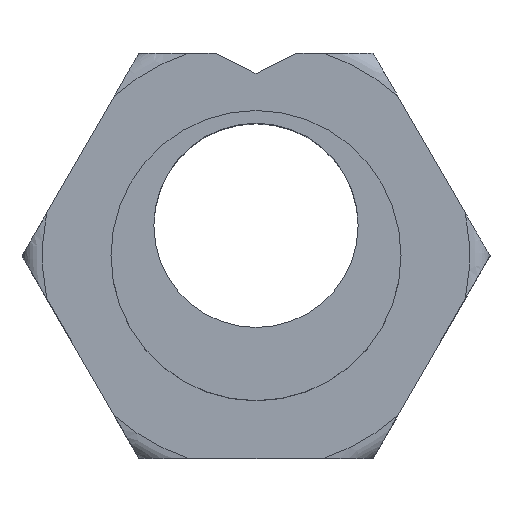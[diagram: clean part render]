
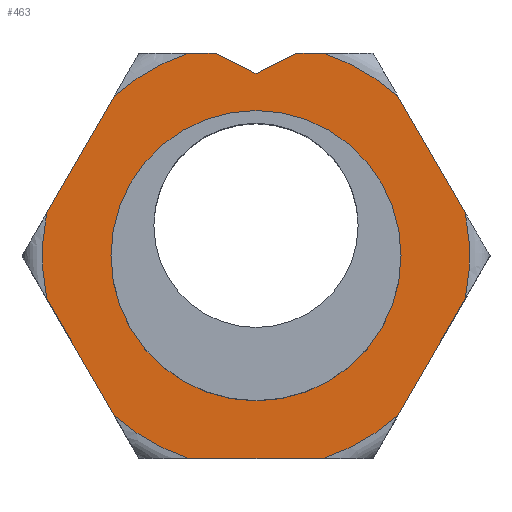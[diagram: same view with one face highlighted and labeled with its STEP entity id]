
A CAD part, top view. The second image highlights one B-rep face of the part: STEP entity #463.
In plain terms, the highlighted planar face has unit normal (0, 0, 1).
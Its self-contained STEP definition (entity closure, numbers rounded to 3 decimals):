
#17=FACE_BOUND('',#130,.T.);
#22=LINE('',#1010,#51);
#24=LINE('',#1014,#53);
#25=LINE('',#1016,#54);
#26=LINE('',#1017,#55);
#27=LINE('',#1018,#56);
#28=LINE('',#1019,#57);
#29=LINE('',#1020,#58);
#30=LINE('',#1021,#59);
#31=LINE('',#1022,#60);
#51=VECTOR('',#595,10.);
#53=VECTOR('',#599,10.);
#54=VECTOR('',#600,10.);
#55=VECTOR('',#601,10.);
#56=VECTOR('',#602,10.);
#57=VECTOR('',#603,10.);
#58=VECTOR('',#604,10.);
#59=VECTOR('',#605,10.);
#60=VECTOR('',#606,10.);
#79=PLANE('',#524);
#103=FACE_OUTER_BOUND('',#129,.T.);
#129=EDGE_LOOP('',(#342,#343,#344,#345,#346,#347,#348,#349,#350,#351,#352,
#353,#354,#355,#356));
#130=EDGE_LOOP('',(#357));
#151=CIRCLE('',#512,5.227);
#152=CIRCLE('',#514,5.227);
#153=CIRCLE('',#516,5.227);
#154=CIRCLE('',#518,5.227);
#155=CIRCLE('',#520,5.227);
#156=CIRCLE('',#522,5.227);
#157=CIRCLE('',#525,3.55);
#203=VERTEX_POINT('',#832);
#205=VERTEX_POINT('',#846);
#206=VERTEX_POINT('',#861);
#208=VERTEX_POINT('',#875);
#209=VERTEX_POINT('',#890);
#211=VERTEX_POINT('',#904);
#212=VERTEX_POINT('',#919);
#214=VERTEX_POINT('',#933);
#215=VERTEX_POINT('',#948);
#217=VERTEX_POINT('',#962);
#219=VERTEX_POINT('',#978);
#220=VERTEX_POINT('',#991);
#222=VERTEX_POINT('',#1008);
#223=VERTEX_POINT('',#1013);
#224=VERTEX_POINT('',#1015);
#225=VERTEX_POINT('',#1023);
#250=EDGE_CURVE('',#205,#203,#151,.T.);
#253=EDGE_CURVE('',#208,#206,#152,.T.);
#256=EDGE_CURVE('',#211,#209,#153,.T.);
#259=EDGE_CURVE('',#214,#212,#154,.T.);
#262=EDGE_CURVE('',#217,#215,#155,.T.);
#266=EDGE_CURVE('',#219,#220,#156,.T.);
#269=EDGE_CURVE('',#222,#220,#22,.T.);
#271=EDGE_CURVE('',#222,#223,#24,.T.);
#272=EDGE_CURVE('',#223,#224,#25,.T.);
#273=EDGE_CURVE('',#217,#224,#26,.T.);
#274=EDGE_CURVE('',#214,#215,#27,.T.);
#275=EDGE_CURVE('',#211,#212,#28,.T.);
#276=EDGE_CURVE('',#208,#209,#29,.T.);
#277=EDGE_CURVE('',#205,#206,#30,.T.);
#278=EDGE_CURVE('',#219,#203,#31,.T.);
#279=EDGE_CURVE('',#225,#225,#157,.T.);
#342=ORIENTED_EDGE('',*,*,#266,.T.);
#343=ORIENTED_EDGE('',*,*,#269,.F.);
#344=ORIENTED_EDGE('',*,*,#271,.T.);
#345=ORIENTED_EDGE('',*,*,#272,.T.);
#346=ORIENTED_EDGE('',*,*,#273,.F.);
#347=ORIENTED_EDGE('',*,*,#262,.T.);
#348=ORIENTED_EDGE('',*,*,#274,.F.);
#349=ORIENTED_EDGE('',*,*,#259,.T.);
#350=ORIENTED_EDGE('',*,*,#275,.F.);
#351=ORIENTED_EDGE('',*,*,#256,.T.);
#352=ORIENTED_EDGE('',*,*,#276,.F.);
#353=ORIENTED_EDGE('',*,*,#253,.T.);
#354=ORIENTED_EDGE('',*,*,#277,.F.);
#355=ORIENTED_EDGE('',*,*,#250,.T.);
#356=ORIENTED_EDGE('',*,*,#278,.F.);
#357=ORIENTED_EDGE('',*,*,#279,.F.);
#463=ADVANCED_FACE('',(#103,#17),#79,.T.);
#512=AXIS2_PLACEMENT_3D('',#847,#569,#570);
#514=AXIS2_PLACEMENT_3D('',#876,#573,#574);
#516=AXIS2_PLACEMENT_3D('',#905,#577,#578);
#518=AXIS2_PLACEMENT_3D('',#934,#581,#582);
#520=AXIS2_PLACEMENT_3D('',#963,#585,#586);
#522=AXIS2_PLACEMENT_3D('',#1004,#589,#590);
#524=AXIS2_PLACEMENT_3D('',#1012,#597,#598);
#525=AXIS2_PLACEMENT_3D('',#1024,#607,#608);
#569=DIRECTION('center_axis',(0.,0.,1.));
#570=DIRECTION('ref_axis',(-1.,0.,0.));
#573=DIRECTION('center_axis',(0.,0.,1.));
#574=DIRECTION('ref_axis',(-1.,0.,0.));
#577=DIRECTION('center_axis',(0.,0.,1.));
#578=DIRECTION('ref_axis',(-1.,0.,0.));
#581=DIRECTION('center_axis',(0.,0.,1.));
#582=DIRECTION('ref_axis',(-1.,0.,0.));
#585=DIRECTION('center_axis',(0.,0.,1.));
#586=DIRECTION('ref_axis',(-1.,0.,0.));
#589=DIRECTION('center_axis',(0.,0.,1.));
#590=DIRECTION('ref_axis',(-1.,0.,0.));
#595=DIRECTION('',(1.,0.,0.));
#597=DIRECTION('center_axis',(0.,0.,1.));
#598=DIRECTION('ref_axis',(1.,0.,0.));
#599=DIRECTION('',(-0.894,-0.447,0.));
#600=DIRECTION('',(-0.894,0.447,0.));
#601=DIRECTION('',(1.,0.,0.));
#602=DIRECTION('',(0.5,0.866,0.));
#603=DIRECTION('',(-0.5,0.866,0.));
#604=DIRECTION('',(-1.,0.,0.));
#605=DIRECTION('',(-0.5,-0.866,0.));
#606=DIRECTION('',(0.5,-0.866,0.));
#607=DIRECTION('center_axis',(0.,0.,1.));
#608=DIRECTION('ref_axis',(-1.,0.,0.));
#832=CARTESIAN_POINT('',(5.121,1.051,1.925));
#846=CARTESIAN_POINT('',(5.121,-1.051,1.925));
#847=CARTESIAN_POINT('Origin',(0.,0.,1.925));
#861=CARTESIAN_POINT('',(3.47,-3.909,1.925));
#875=CARTESIAN_POINT('',(1.65,-4.96,1.925));
#876=CARTESIAN_POINT('Origin',(0.,0.,1.925));
#890=CARTESIAN_POINT('',(-1.65,-4.96,1.925));
#904=CARTESIAN_POINT('',(-3.47,-3.909,1.925));
#905=CARTESIAN_POINT('Origin',(0.,0.,1.925));
#919=CARTESIAN_POINT('',(-5.121,-1.051,1.925));
#933=CARTESIAN_POINT('',(-5.121,1.051,1.925));
#934=CARTESIAN_POINT('Origin',(0.,0.,1.925));
#948=CARTESIAN_POINT('',(-3.47,3.909,1.925));
#962=CARTESIAN_POINT('',(-1.65,4.96,1.925));
#963=CARTESIAN_POINT('Origin',(0.,0.,1.925));
#978=CARTESIAN_POINT('',(3.47,3.909,1.925));
#991=CARTESIAN_POINT('',(1.65,4.96,1.925));
#1004=CARTESIAN_POINT('Origin',(0.,0.,1.925));
#1008=CARTESIAN_POINT('',(1.,4.96,1.925));
#1010=CARTESIAN_POINT('',(1.432,4.96,1.925));
#1012=CARTESIAN_POINT('Origin',(0.,0.,
1.925));
#1013=CARTESIAN_POINT('',(0.,4.46,1.925));
#1014=CARTESIAN_POINT('',(-0.892,4.014,1.925));
#1015=CARTESIAN_POINT('',(-1.,4.96,1.925));
#1016=CARTESIAN_POINT('',(0.392,4.264,1.925));
#1017=CARTESIAN_POINT('',(1.432,4.96,1.925));
#1018=CARTESIAN_POINT('',(-3.58,3.72,1.925));
#1019=CARTESIAN_POINT('',(-5.011,-1.24,1.925));
#1020=CARTESIAN_POINT('',(-1.432,-4.96,1.925));
#1021=CARTESIAN_POINT('',(3.58,-3.72,1.925));
#1022=CARTESIAN_POINT('',(5.011,1.24,1.925));
#1023=CARTESIAN_POINT('',(3.55,0.,1.925));
#1024=CARTESIAN_POINT('Origin',(0.,0.,1.925));
